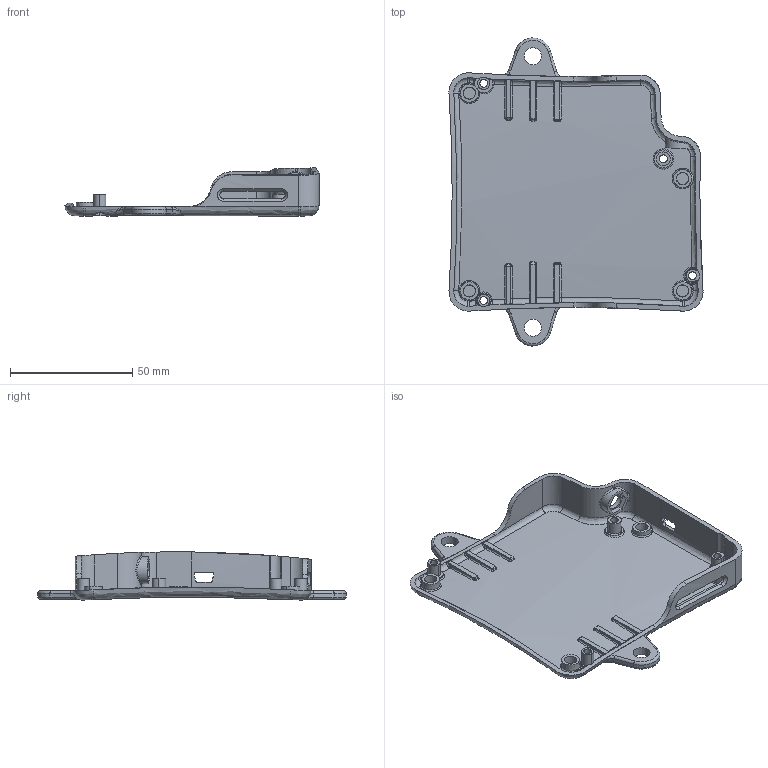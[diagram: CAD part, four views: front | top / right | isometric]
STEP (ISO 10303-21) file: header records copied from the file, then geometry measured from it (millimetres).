
FILE_DESCRIPTION (( 'STEP AP214' ), '1' );
FILE_NAME ('Lower Body.STEP', '2012-03-16T01:02:13', ( 'Nathan' ), ( '' ), 'SwSTEP 2.0', 'SolidWorks 2011', '' );
FILE_SCHEMA (( 'AUTOMOTIVE_DESIGN' ));
Length unit declared in the file: inch
Products named in the file (1): Lower Body
Bounding box: 103.97 x 126.09 x 19.72 mm (x, y, z)
Volume: 25654.2 mm3; surface area: 27042.8 mm2
Topology: 1 solids, 1 shells, 371 faces, 949 edges, 590 vertices
Faces by surface type: cylinder 124, bspline 122, plane 77, torus 28, cone 18, sphere 2
Entity records: 18398 total; most frequent: CARTESIAN_POINT 10524, ORIENTED_EDGE 1898, DIRECTION 1303, EDGE_CURVE 949, VERTEX_POINT 590, AXIS2_PLACEMENT_3D 544, B_SPLINE_CURVE_WITH_KNOTS 400, EDGE_LOOP 399
